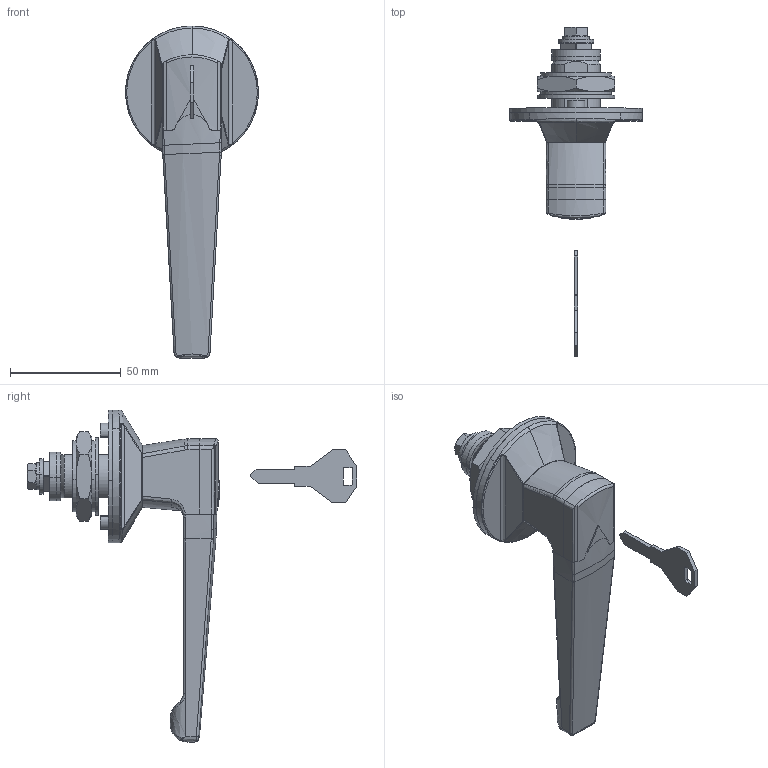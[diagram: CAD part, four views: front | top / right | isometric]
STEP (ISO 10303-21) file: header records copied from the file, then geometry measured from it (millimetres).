
FILE_DESCRIPTION((''),'2;1');
FILE_NAME('','2005-10-07T14:19:01',(''),(''),'','CADfix','');
FILE_SCHEMA(('AUTOMOTIVE_DESIGN'));
Length unit declared in the file: millimetre
Products named in the file (12): washer_D; washer_C; washer_B; washer_A; packing; nut; key; handle; cap; bolt; base; THA_330S_1K_24340_36
Assembly tree (11 placements, depth 2):
  THA_330S_1K_24340_36
    washer_D
    washer_C
    washer_B
    washer_A
    packing
    nut
    key
    handle
    cap
    bolt
    base
Bounding box: 60 x 148.84 x 150 mm (x, y, z)
Volume: 87946.3 mm3; surface area: 41839 mm2
Topology: 11 solids, 11 shells, 349 faces, 938 edges, 611 vertices
Faces by surface type: bspline 349
Entity records: 17527 total; most frequent: CARTESIAN_POINT 12012, ORIENTED_EDGE 1852, EDGE_CURVE 926, VERTEX_POINT 611, EDGE_LOOP 381, FACE_OUTER_BOUND 349, ADVANCED_FACE 349, QUASI_UNIFORM_CURVE 338
